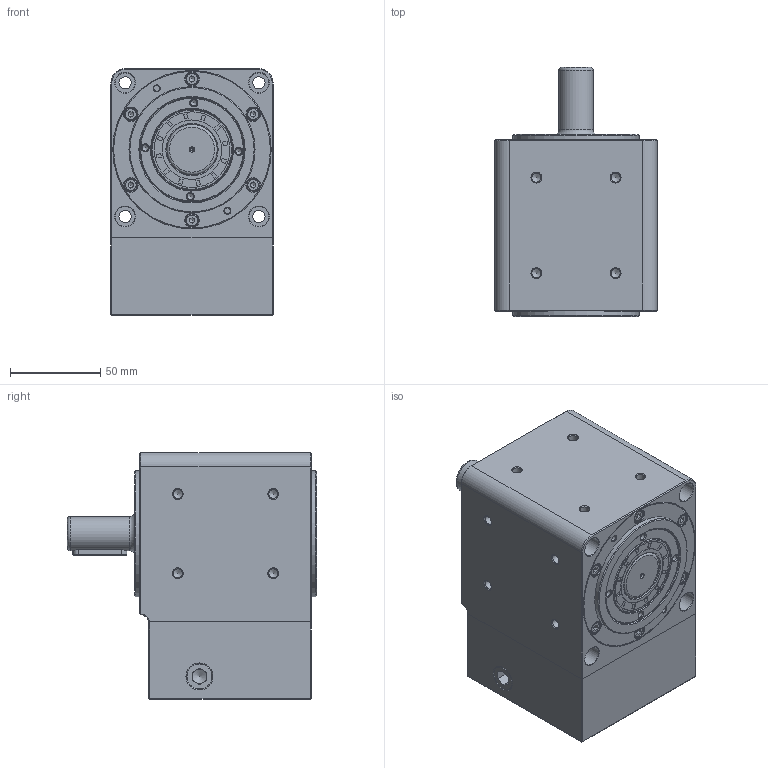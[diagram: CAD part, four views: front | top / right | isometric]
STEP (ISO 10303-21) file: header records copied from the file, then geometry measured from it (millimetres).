
FILE_DESCRIPTION (( 'STEP AP203' ), '1' );
FILE_NAME ('GSZ90-03K-SV2.step', '2021-06-01T02:38:35', ( 'Microsoft' ), ( 'Microsoft' ), 'SwSTEP 2.0', 'SolidWorks 2019', '' );
FILE_SCHEMA (( 'CONFIG_CONTROL_DESIGN' ));
Length unit declared in the file: millimetre
Products named in the file (1): GSZ90-03K-SV2
Bounding box: 90 x 138.25 x 137 mm (x, y, z)
Volume: 899202.9 mm3; surface area: 220027.2 mm2
Topology: 31 solids, 31 shells, 1353 faces, 3243 edges, 2062 vertices
Faces by surface type: plane 690, cone 239, cylinder 220, bspline 162, torus 42
Full cylindrical faces by diameter (mm): 1.5 x2, 3.3 x16, 3.5 x8, 4 x12, 4.2 x1, 4.5 x12, 5 x25, 6 x7, 6.5 x5, 6.8 x4, 7 x12, 7.5 x12, 10 x5, 11 x8, 14 x2, 16 x2, 17 x1, 19 x2, 20 x1, 24 x1, 25.4 x1, 27.4 x1, 28 x4, 29.4 x2, 30 x5, 33 x2, 34 x2, 36 x1, 41 x4, 42 x3
Entity records: 43863 total; most frequent: CARTESIAN_POINT 15676, DIRECTION 5410, ORIENTED_EDGE 5310, EDGE_CURVE 2655, EDGE_LOOP 1977, AXIS2_PLACEMENT_3D 1951, VERTEX_POINT 1898, FACE_OUTER_BOUND 1579
